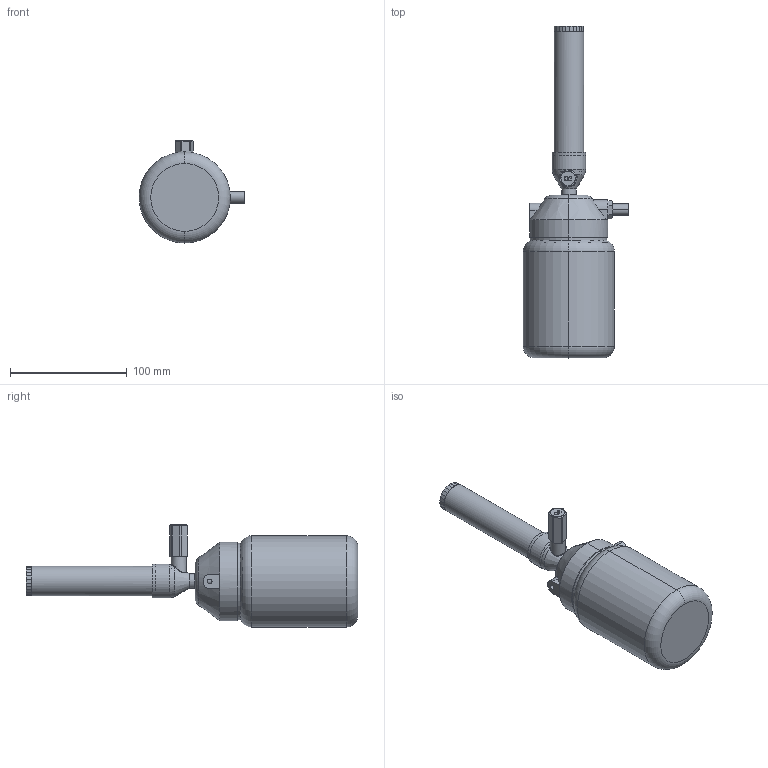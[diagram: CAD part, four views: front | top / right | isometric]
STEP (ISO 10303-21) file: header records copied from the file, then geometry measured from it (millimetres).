
FILE_DESCRIPTION(('FreeCAD Model'),'2;1');
FILE_NAME('Open CASCADE Shape Model','2021-07-02T16:58:10',( 'Anool Mahidharia'),('WyoLum'),'Open CASCADE STEP processor 7.4', 'FreeCAD','Unknown');
FILE_SCHEMA(('AUTOMOTIVE_DESIGN { 1 0 10303 214 1 1 1 1 }'));
Length unit declared in the file: millimetre
Products named in the file (1): Fusion
Bounding box: 90.5 x 283.84 x 87.34 mm (x, y, z)
Volume: 105264.5 mm3; surface area: 108340.7 mm2
Topology: 1 solids, 3 shells, 198 faces, 454 edges, 282 vertices
Faces by surface type: plane 81, cylinder 48, cone 28, torus 14, extrusion 14, bspline 6, revolution 6, sphere 1
Full cylindrical faces by diameter (mm): 4 x1, 6 x1, 7.376 x1, 7.867 x1, 9.376 x1, 10.525 x1, 11.5 x1, 12.168 x1, 12.525 x1, 12.819 x1, 13.749 x1, 21.36 x1, 25.26 x1, 28.8 x1
Entity records: 9502 total; most frequent: CARTESIAN_POINT 3714, ORIENTED_EDGE 904, DIRECTION 876, EDGE_CURVE 452, AXIS2_PLACEMENT_3D 331, VERTEX_POINT 282, FACE_BOUND 222, EDGE_LOOP 222
